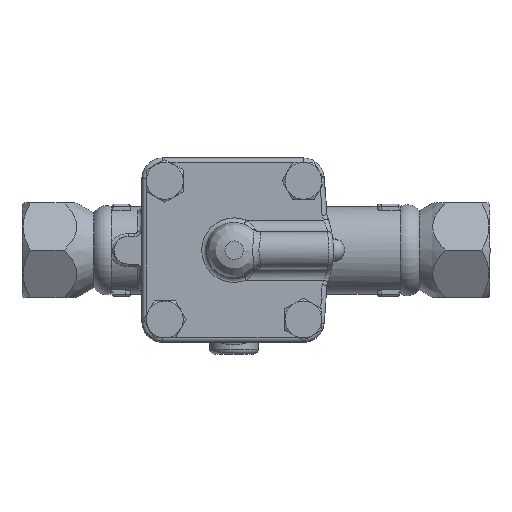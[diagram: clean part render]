
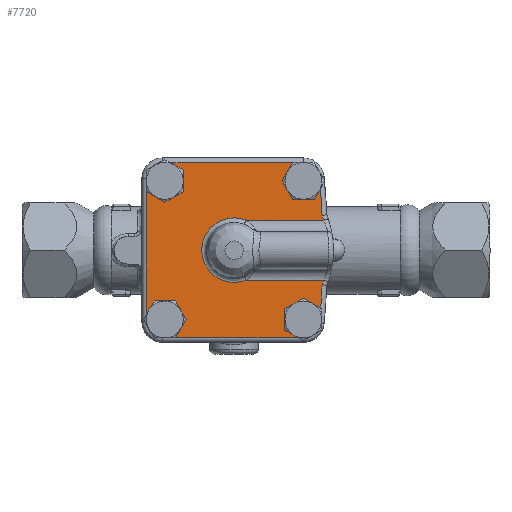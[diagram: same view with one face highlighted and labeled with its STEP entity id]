
A CAD part, top view. The second image highlights one B-rep face of the part: STEP entity #7720.
In plain terms, the highlighted planar face has unit normal (0, 0, 1).
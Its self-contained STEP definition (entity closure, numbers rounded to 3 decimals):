
#6906=CARTESIAN_POINT('',(-22.052,34.671,81.5));
#6907=VERTEX_POINT('',#6906);
#6914=CARTESIAN_POINT('',(-27.818,38.0,81.5));
#6915=VERTEX_POINT('',#6914);
#6916=CARTESIAN_POINT('',(-27.818,38.0,81.5));
#6917=DIRECTION('',(0.866,-0.5,0.));
#6918=VECTOR('',#6917,6.658);
#6919=LINE('',#6916,#6918);
#6920=EDGE_CURVE('',#6915,#6907,#6919,.T.);
#6939=CARTESIAN_POINT('',(-22.052,25.433,81.5));
#6940=VERTEX_POINT('',#6939);
#6947=CARTESIAN_POINT('',(-22.052,34.671,81.5));
#6948=DIRECTION('',(0.0,-1.0,0.0));
#6949=VECTOR('',#6948,9.238);
#6950=LINE('',#6947,#6949);
#6951=EDGE_CURVE('',#6907,#6940,#6950,.T.);
#6964=CARTESIAN_POINT('',(-30.052,20.814,81.5));
#6965=VERTEX_POINT('',#6964);
#6972=CARTESIAN_POINT('',(-22.052,25.433,81.5));
#6973=DIRECTION('',(-0.866,-0.5,0.));
#6974=VECTOR('',#6973,9.238);
#6975=LINE('',#6972,#6974);
#6976=EDGE_CURVE('',#6940,#6965,#6975,.T.);
#7021=CARTESIAN_POINT('',(34.671,22.052,81.5));
#7022=VERTEX_POINT('',#7021);
#7029=CARTESIAN_POINT('',(37.433,26.836,81.5));
#7030=VERTEX_POINT('',#7029);
#7031=CARTESIAN_POINT('',(37.433,26.836,81.5));
#7032=DIRECTION('',(-0.5,-0.866,0.));
#7033=VECTOR('',#7032,5.524);
#7034=LINE('',#7031,#7033);
#7035=EDGE_CURVE('',#7030,#7022,#7034,.T.);
#7054=CARTESIAN_POINT('',(25.433,22.052,81.5));
#7055=VERTEX_POINT('',#7054);
#7062=CARTESIAN_POINT('',(34.671,22.052,81.5));
#7063=DIRECTION('',(-1.0,0.0,0.0));
#7064=VECTOR('',#7063,9.238);
#7065=LINE('',#7062,#7064);
#7066=EDGE_CURVE('',#7022,#7055,#7065,.T.);
#7079=CARTESIAN_POINT('',(20.814,30.052,81.5));
#7080=VERTEX_POINT('',#7079);
#7087=CARTESIAN_POINT('',(25.433,22.052,81.5));
#7088=DIRECTION('',(-0.5,0.866,0.));
#7089=VECTOR('',#7088,9.238);
#7090=LINE('',#7087,#7089);
#7091=EDGE_CURVE('',#7055,#7080,#7090,.T.);
#7136=CARTESIAN_POINT('',(22.052,-34.671,81.5));
#7137=VERTEX_POINT('',#7136);
#7144=CARTESIAN_POINT('',(27.818,-38.,81.5));
#7145=VERTEX_POINT('',#7144);
#7146=CARTESIAN_POINT('',(27.818,-38.,81.5));
#7147=DIRECTION('',(-0.866,0.5,0.));
#7148=VECTOR('',#7147,6.658);
#7149=LINE('',#7146,#7148);
#7150=EDGE_CURVE('',#7145,#7137,#7149,.T.);
#7169=CARTESIAN_POINT('',(22.052,-25.433,81.5));
#7170=VERTEX_POINT('',#7169);
#7177=CARTESIAN_POINT('',(22.052,-34.671,81.5));
#7178=DIRECTION('',(0.0,1.0,0.0));
#7179=VECTOR('',#7178,9.238);
#7180=LINE('',#7177,#7179);
#7181=EDGE_CURVE('',#7137,#7170,#7180,.T.);
#7194=CARTESIAN_POINT('',(30.052,-20.814,81.5));
#7195=VERTEX_POINT('',#7194);
#7202=CARTESIAN_POINT('',(22.052,-25.433,81.5));
#7203=DIRECTION('',(0.866,0.5,0.));
#7204=VECTOR('',#7203,9.238);
#7205=LINE('',#7202,#7204);
#7206=EDGE_CURVE('',#7170,#7195,#7205,.T.);
#7271=CARTESIAN_POINT('',(-38.,25.403,81.5));
#7272=VERTEX_POINT('',#7271);
#7324=CARTESIAN_POINT('',(-30.052,20.814,81.5));
#7325=DIRECTION('',(-0.866,0.5,0.0));
#7326=VECTOR('',#7325,9.178);
#7327=LINE('',#7324,#7326);
#7328=EDGE_CURVE('',#6965,#7272,#7327,.T.);
#7387=CARTESIAN_POINT('',(25.403,38.,81.5));
#7388=VERTEX_POINT('',#7387);
#7445=CARTESIAN_POINT('',(20.814,30.052,81.5));
#7446=DIRECTION('',(0.5,0.866,0.));
#7447=VECTOR('',#7446,9.178);
#7448=LINE('',#7445,#7447);
#7449=EDGE_CURVE('',#7080,#7388,#7448,.T.);
#7508=CARTESIAN_POINT('',(37.563,-25.151,81.5));
#7509=VERTEX_POINT('',#7508);
#7566=CARTESIAN_POINT('',(30.052,-20.814,81.5));
#7567=DIRECTION('',(0.866,-0.5,0.0));
#7568=VECTOR('',#7567,8.673);
#7569=LINE('',#7566,#7568);
#7570=EDGE_CURVE('',#7195,#7509,#7569,.T.);
#7590=CARTESIAN_POINT('',(41.117,0.,81.5));
#7591=DIRECTION('',(0.0,0.0,1.0));
#7592=DIRECTION('',(1.0,0.0,0.0));
#7593=AXIS2_PLACEMENT_3D('',#7590,#7591,#7592);
#7594=PLANE('',#7593);
#7595=ORIENTED_EDGE('',*,*,#7328,.T.);
#7596=CARTESIAN_POINT('',(-38.,-27.818,81.5));
#7597=VERTEX_POINT('',#7596);
#7598=CARTESIAN_POINT('',(-38.,-27.818,81.5));
#7599=DIRECTION('',(0.0,1.0,0.0));
#7600=VECTOR('',#7599,53.222);
#7601=LINE('',#7598,#7600);
#7602=EDGE_CURVE('',#7597,#7272,#7601,.T.);
#7603=ORIENTED_EDGE('',*,*,#7602,.F.);
#7604=CARTESIAN_POINT('',(-34.671,-22.052,81.5));
#7605=VERTEX_POINT('',#7604);
#7606=CARTESIAN_POINT('',(-38.,-27.818,81.5));
#7607=DIRECTION('',(0.5,0.866,0.));
#7608=VECTOR('',#7607,6.658);
#7609=LINE('',#7606,#7608);
#7610=EDGE_CURVE('',#7597,#7605,#7609,.T.);
#7611=ORIENTED_EDGE('',*,*,#7610,.T.);
#7612=CARTESIAN_POINT('',(-25.433,-22.052,81.5));
#7613=VERTEX_POINT('',#7612);
#7614=CARTESIAN_POINT('',(-34.671,-22.052,81.5));
#7615=DIRECTION('',(1.0,0.0,0.0));
#7616=VECTOR('',#7615,9.238);
#7617=LINE('',#7614,#7616);
#7618=EDGE_CURVE('',#7605,#7613,#7617,.T.);
#7619=ORIENTED_EDGE('',*,*,#7618,.T.);
#7620=CARTESIAN_POINT('',(-20.814,-30.052,81.5));
#7621=VERTEX_POINT('',#7620);
#7622=CARTESIAN_POINT('',(-25.433,-22.052,81.5));
#7623=DIRECTION('',(0.5,-0.866,0.));
#7624=VECTOR('',#7623,9.238);
#7625=LINE('',#7622,#7624);
#7626=EDGE_CURVE('',#7613,#7621,#7625,.T.);
#7627=ORIENTED_EDGE('',*,*,#7626,.T.);
#7628=CARTESIAN_POINT('',(-25.403,-38.0,81.5));
#7629=VERTEX_POINT('',#7628);
#7630=CARTESIAN_POINT('',(-20.814,-30.052,81.5));
#7631=DIRECTION('',(-0.5,-0.866,0.));
#7632=VECTOR('',#7631,9.178);
#7633=LINE('',#7630,#7632);
#7634=EDGE_CURVE('',#7621,#7629,#7633,.T.);
#7635=ORIENTED_EDGE('',*,*,#7634,.T.);
#7636=CARTESIAN_POINT('',(27.818,-38.,81.5));
#7637=DIRECTION('',(-1.0,0.0,0.0));
#7638=VECTOR('',#7637,53.222);
#7639=LINE('',#7636,#7638);
#7640=EDGE_CURVE('',#7145,#7629,#7639,.T.);
#7641=ORIENTED_EDGE('',*,*,#7640,.F.);
#7642=ORIENTED_EDGE('',*,*,#7150,.T.);
#7643=ORIENTED_EDGE('',*,*,#7181,.T.);
#7644=ORIENTED_EDGE('',*,*,#7206,.T.);
#7645=ORIENTED_EDGE('',*,*,#7570,.T.);
#7646=CARTESIAN_POINT('',(38.168,-14.973,81.5));
#7647=VERTEX_POINT('',#7646);
#7648=CARTESIAN_POINT('',(-299.5,0.,81.5));
#7649=DIRECTION('',(0.,0.,-1.0));
#7650=DIRECTION('',(0.998,-0.069,0.));
#7651=AXIS2_PLACEMENT_3D('',#7648,#7649,#7650);
#7652=CIRCLE('',#7651,338.0);
#7653=EDGE_CURVE('',#7647,#7509,#7652,.T.);
#7654=ORIENTED_EDGE('',*,*,#7653,.F.);
#7655=CARTESIAN_POINT('',(38.885,-13.,81.5));
#7656=VERTEX_POINT('',#7655);
#7657=CARTESIAN_POINT('',(0.,0.,81.5));
#7658=DIRECTION('',(0.,0.,-1.0));
#7659=DIRECTION('',(0.944,-0.33,0.));
#7660=AXIS2_PLACEMENT_3D('',#7657,#7658,#7659);
#7661=CIRCLE('',#7660,41.);
#7662=EDGE_CURVE('',#7656,#7647,#7661,.T.);
#7663=ORIENTED_EDGE('',*,*,#7662,.F.);
#7664=CARTESIAN_POINT('',(5.197,-13.,81.5));
#7665=VERTEX_POINT('',#7664);
#7666=CARTESIAN_POINT('',(5.197,-13.,81.5));
#7667=DIRECTION('',(1.0,0.0,0.0));
#7668=VECTOR('',#7667,33.687);
#7669=LINE('',#7666,#7668);
#7670=EDGE_CURVE('',#7665,#7656,#7669,.T.);
#7671=ORIENTED_EDGE('',*,*,#7670,.F.);
#7672=CARTESIAN_POINT('',(5.197,13.,81.5));
#7673=VERTEX_POINT('',#7672);
#7674=CARTESIAN_POINT('',(0.,0.,81.5));
#7675=DIRECTION('',(0.0,0.0,1.0));
#7676=DIRECTION('',(-1.0,0.0,0.0));
#7677=AXIS2_PLACEMENT_3D('',#7674,#7675,#7676);
#7678=CIRCLE('',#7677,14.);
#7679=EDGE_CURVE('',#7673,#7665,#7678,.T.);
#7680=ORIENTED_EDGE('',*,*,#7679,.F.);
#7681=CARTESIAN_POINT('',(38.885,13.,81.5));
#7682=VERTEX_POINT('',#7681);
#7683=CARTESIAN_POINT('',(38.885,13.,81.5));
#7684=DIRECTION('',(-1.0,0.0,0.0));
#7685=VECTOR('',#7684,33.687);
#7686=LINE('',#7683,#7685);
#7687=EDGE_CURVE('',#7682,#7673,#7686,.T.);
#7688=ORIENTED_EDGE('',*,*,#7687,.F.);
#7689=CARTESIAN_POINT('',(38.168,14.973,81.5));
#7690=VERTEX_POINT('',#7689);
#7691=CARTESIAN_POINT('',(0.,0.,81.5));
#7692=DIRECTION('',(0.,0.,-1.));
#7693=DIRECTION('',(0.944,0.33,0.));
#7694=AXIS2_PLACEMENT_3D('',#7691,#7692,#7693);
#7695=CIRCLE('',#7694,41.);
#7696=EDGE_CURVE('',#7690,#7682,#7695,.T.);
#7697=ORIENTED_EDGE('',*,*,#7696,.F.);
#7698=CARTESIAN_POINT('',(-299.5,0.,81.5));
#7699=DIRECTION('',(0.,0.,-1.0));
#7700=DIRECTION('',(0.998,0.069,0.));
#7701=AXIS2_PLACEMENT_3D('',#7698,#7699,#7700);
#7702=CIRCLE('',#7701,338.0);
#7703=EDGE_CURVE('',#7030,#7690,#7702,.T.);
#7704=ORIENTED_EDGE('',*,*,#7703,.F.);
#7705=ORIENTED_EDGE('',*,*,#7035,.T.);
#7706=ORIENTED_EDGE('',*,*,#7066,.T.);
#7707=ORIENTED_EDGE('',*,*,#7091,.T.);
#7708=ORIENTED_EDGE('',*,*,#7449,.T.);
#7709=CARTESIAN_POINT('',(-27.818,38.0,81.5));
#7710=DIRECTION('',(1.0,0.0,0.0));
#7711=VECTOR('',#7710,53.222);
#7712=LINE('',#7709,#7711);
#7713=EDGE_CURVE('',#6915,#7388,#7712,.T.);
#7714=ORIENTED_EDGE('',*,*,#7713,.F.);
#7715=ORIENTED_EDGE('',*,*,#6920,.T.);
#7716=ORIENTED_EDGE('',*,*,#6951,.T.);
#7717=ORIENTED_EDGE('',*,*,#6976,.T.);
#7718=EDGE_LOOP('',(#7595,#7603,#7611,#7619,#7627,#7635,#7641,#7642,#7643,#7644,#7645,#7654,#7663,#7671,#7680,#7688,#7697,#7704,#7705,#7706,#7707,#7708,#7714,#7715,#7716,#7717));
#7719=FACE_OUTER_BOUND('',#7718,.T.);
#7720=ADVANCED_FACE('',(#7719),#7594,.T.);
